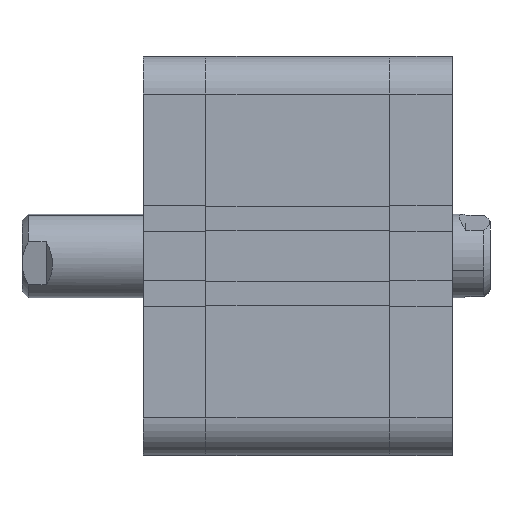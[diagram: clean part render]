
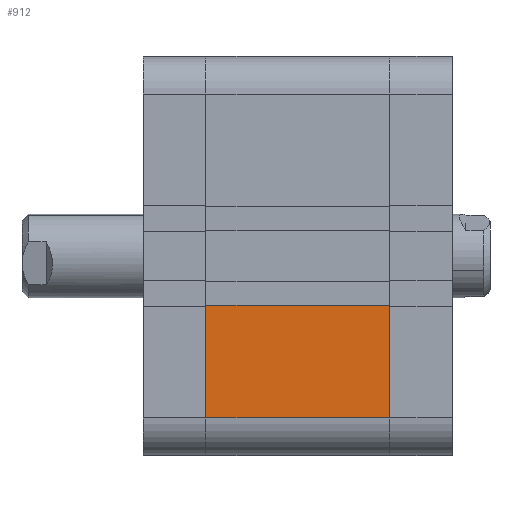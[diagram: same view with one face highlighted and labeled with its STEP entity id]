
A CAD part, front view. The second image highlights one B-rep face of the part: STEP entity #912.
In plain terms, the highlighted planar face has unit normal (0, -1, 0).
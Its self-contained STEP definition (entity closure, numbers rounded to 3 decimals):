
#576 = LINE ( 'NONE', #4133, #12653 ) ;
#912 = ADVANCED_FACE ( 'NONE', ( #9906 ), #2874, .F. ) ;
#1306 = VERTEX_POINT ( 'NONE', #7022 ) ;
#2281 = EDGE_CURVE ( 'NONE', #19030, #12247, #576, .T. ) ;
#2874 = PLANE ( 'NONE',  #19056 ) ;
#4133 = CARTESIAN_POINT ( 'NONE',  ( 44., -47.75, -38.75 ) ) ;
#4941 = EDGE_CURVE ( 'NONE', #1306, #19951, #12147, .T. ) ;
#7022 = CARTESIAN_POINT ( 'NONE',  ( 44., -47.75, -11.8 ) ) ;
#7034 = ORIENTED_EDGE ( 'NONE', *, *, #18482, .F. ) ;
#7879 = ORIENTED_EDGE ( 'NONE', *, *, #9507, .T. ) ;
#8545 = ORIENTED_EDGE ( 'NONE', *, *, #4941, .T. ) ;
#9037 = CARTESIAN_POINT ( 'NONE',  ( 0., -47.75, -38.75 ) ) ;
#9376 = LINE ( 'NONE', #10893, #14547 ) ;
#9507 = EDGE_CURVE ( 'NONE', #19951, #19030, #9376, .T. ) ;
#9906 = FACE_OUTER_BOUND ( 'NONE', #17115, .T. ) ;
#9934 = CARTESIAN_POINT ( 'NONE',  ( 44.001, -47.75, -11.8 ) ) ;
#10464 = LINE ( 'NONE', #22798, #22428 ) ;
#10893 = CARTESIAN_POINT ( 'NONE',  ( 0., -47.75, -47.75 ) ) ;
#11389 = ORIENTED_EDGE ( 'NONE', *, *, #2281, .T. ) ;
#11545 = DIRECTION ( 'NONE',  ( 0., 0., 1. ) ) ;
#12147 = LINE ( 'NONE', #9934, #15517 ) ;
#12247 = VERTEX_POINT ( 'NONE', #18988 ) ;
#12653 = VECTOR ( 'NONE', #14883, 1000. ) ;
#13540 = CARTESIAN_POINT ( 'NONE',  ( 44., -47.75, -47.75 ) ) ;
#13588 = CARTESIAN_POINT ( 'NONE',  ( 0., -47.75, -11.8 ) ) ;
#14547 = VECTOR ( 'NONE', #19696, 1000. ) ;
#14883 = DIRECTION ( 'NONE',  ( 1., 0., 0. ) ) ;
#15517 = VECTOR ( 'NONE', #22846, 1000. ) ;
#16836 = DIRECTION ( 'NONE',  ( 0., 1., 0. ) ) ;
#17115 = EDGE_LOOP ( 'NONE', ( #8545, #7879, #11389, #7034 ) ) ;
#17629 = DIRECTION ( 'NONE',  ( 0., 0., -1. ) ) ;
#18482 = EDGE_CURVE ( 'NONE', #1306, #12247, #10464, .T. ) ;
#18988 = CARTESIAN_POINT ( 'NONE',  ( 44., -47.75, -38.75 ) ) ;
#19030 = VERTEX_POINT ( 'NONE', #9037 ) ;
#19056 = AXIS2_PLACEMENT_3D ( 'NONE', #13540, #16836, #11545 ) ;
#19696 = DIRECTION ( 'NONE',  ( 0., 0., -1. ) ) ;
#19951 = VERTEX_POINT ( 'NONE', #13588 ) ;
#22428 = VECTOR ( 'NONE', #17629, 1000. ) ;
#22798 = CARTESIAN_POINT ( 'NONE',  ( 44., -47.75, -47.75 ) ) ;
#22846 = DIRECTION ( 'NONE',  ( -1., 0., 0. ) ) ;
